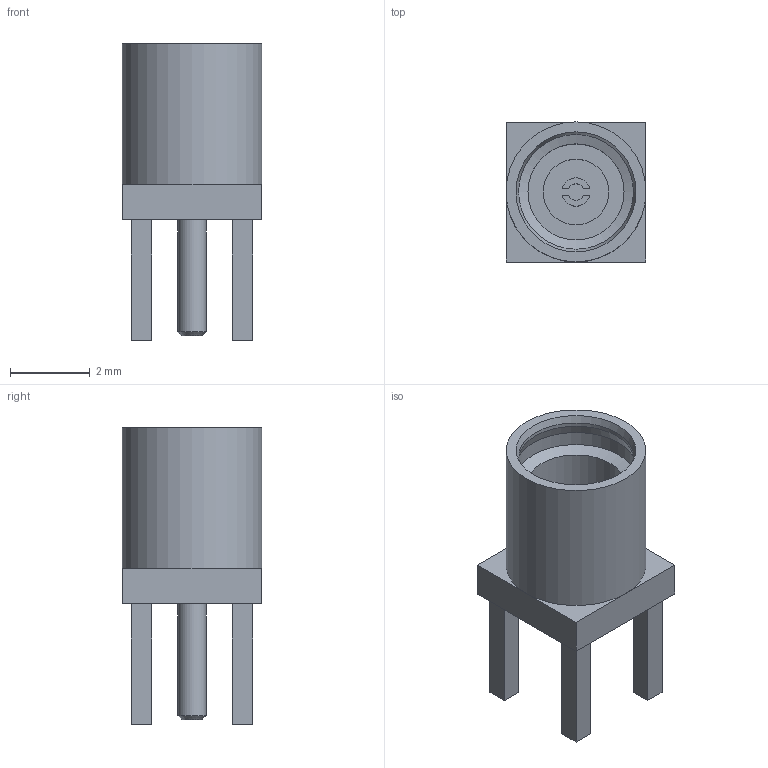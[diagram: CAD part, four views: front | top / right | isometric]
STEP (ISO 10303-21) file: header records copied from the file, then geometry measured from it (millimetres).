
FILE_DESCRIPTION(('FreeCAD Model'),'2;1');
FILE_NAME('MMCX_Molex_73415-1471_Vertical.step', '2018-07-03T12:23:10',('kicad StepUp'),('ksu MCAD'), 'Open CASCADE STEP processor 7.2','FreeCAD','Unknown');
FILE_SCHEMA(('AUTOMOTIVE_DESIGN { 1 0 10303 214 1 1 1 1 }'));
Length unit declared in the file: millimetre
Products named in the file (1): MMCX_Molex_73415-1471_Vertical
Bounding box: 3.51 x 3.51 x 7.44 mm (x, y, z)
Volume: 33.2 mm3; surface area: 148.1 mm2
Topology: 1 solids, 2 shells, 58 faces, 122 edges, 78 vertices
Faces by surface type: plane 42, cylinder 12, cone 4
Full cylindrical faces by diameter (mm): 0.71 x2, 1.65 x1, 2.41 x1, 2.54 x1, 2.88 x1, 3.01 x1, 3.51 x1
Entity records: 1101 total; most frequent: ORIENTED_EDGE 204, EDGE_CURVE 122, CARTESIAN_POINT 116, LINE 88, VERTEX_POINT 78, FACE_BOUND 70, EDGE_LOOP 69, AXIS2_PLACEMENT_3D 66
